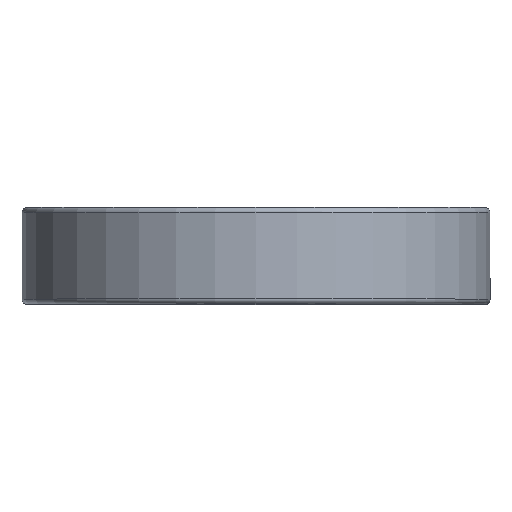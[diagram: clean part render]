
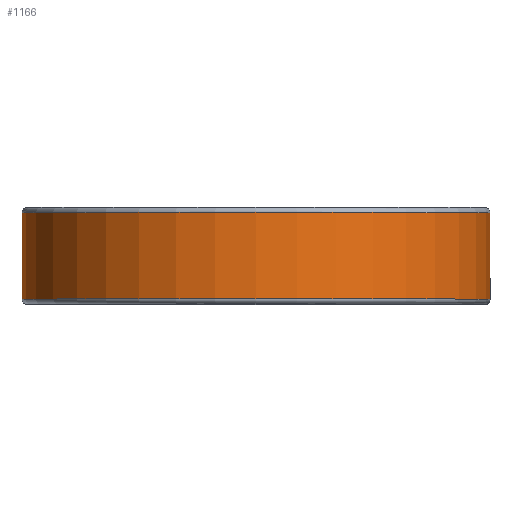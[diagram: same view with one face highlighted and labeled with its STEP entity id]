
A CAD part, top view. The second image highlights one B-rep face of the part: STEP entity #1166.
In plain terms, the highlighted cylindrical face has radius 34.557 mm (diameter 69.113 mm), a partial arc.
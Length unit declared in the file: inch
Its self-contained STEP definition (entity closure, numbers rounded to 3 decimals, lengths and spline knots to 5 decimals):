
#141 = EDGE_CURVE ( 'NONE', #1916, #1782, #167, .T. ) ;
#167 = LINE ( 'NONE', #419, #1692 ) ;
#259 = AXIS2_PLACEMENT_3D ( 'NONE', #2278, #2127, #2118 ) ;
#279 = ORIENTED_EDGE ( 'NONE', *, *, #502, .F. ) ;
#345 = DIRECTION ( 'NONE',  ( 0., 0., -1. ) ) ;
#419 = CARTESIAN_POINT ( 'NONE',  ( 1.3605, 0.25125, 0. ) ) ;
#428 = DIRECTION ( 'NONE',  ( 0., 1., 0. ) ) ;
#436 = ORIENTED_EDGE ( 'NONE', *, *, #141, .T. ) ;
#502 = EDGE_CURVE ( 'NONE', #1916, #868, #1780, .T. ) ;
#504 = FACE_OUTER_BOUND ( 'NONE', #2122, .T. ) ;
#555 = CARTESIAN_POINT ( 'NONE',  ( 0., 0.25, 0. ) ) ;
#851 = DIRECTION ( 'NONE',  ( 0., 1., 0. ) ) ;
#868 = VERTEX_POINT ( 'NONE', #2169 ) ;
#958 = ORIENTED_EDGE ( 'NONE', *, *, #2324, .F. ) ;
#1031 = CARTESIAN_POINT ( 'NONE',  ( 0., 0.25125, 0. ) ) ;
#1035 = LINE ( 'NONE', #1430, #2419 ) ;
#1119 = VERTEX_POINT ( 'NONE', #1133 ) ;
#1133 = CARTESIAN_POINT ( 'NONE',  ( 0., 0.25125, -1.3605 ) ) ;
#1166 = ADVANCED_FACE ( 'NONE', ( #504 ), #2207, .T. ) ;
#1223 = DIRECTION ( 'NONE',  ( 0., 0., -1. ) ) ;
#1336 = ORIENTED_EDGE ( 'NONE', *, *, #1361, .T. ) ;
#1361 = EDGE_CURVE ( 'NONE', #1782, #1119, #1486, .T. ) ;
#1430 = CARTESIAN_POINT ( 'NONE',  ( 0., 0.25125, -1.3605 ) ) ;
#1486 = CIRCLE ( 'NONE', #2179, 1.3605 ) ;
#1671 = AXIS2_PLACEMENT_3D ( 'NONE', #555, #2410, #345 ) ;
#1692 = VECTOR ( 'NONE', #428, 39.37008 ) ;
#1780 = CIRCLE ( 'NONE', #259, 1.3605 ) ;
#1782 = VERTEX_POINT ( 'NONE', #2274 ) ;
#1916 = VERTEX_POINT ( 'NONE', #2422 ) ;
#2118 = DIRECTION ( 'NONE',  ( 0., 0., -1. ) ) ;
#2122 = EDGE_LOOP ( 'NONE', ( #436, #1336, #958, #279 ) ) ;
#2127 = DIRECTION ( 'NONE',  ( 0., -1., 0. ) ) ;
#2169 = CARTESIAN_POINT ( 'NONE',  ( 0., -0.25125, -1.3605 ) ) ;
#2179 = AXIS2_PLACEMENT_3D ( 'NONE', #1031, #2298, #1223 ) ;
#2207 = CYLINDRICAL_SURFACE ( 'NONE', #1671, 1.3605 ) ;
#2274 = CARTESIAN_POINT ( 'NONE',  ( 1.3605, 0.25125, 0. ) ) ;
#2278 = CARTESIAN_POINT ( 'NONE',  ( 0., -0.25125, 0. ) ) ;
#2298 = DIRECTION ( 'NONE',  ( 0., -1., 0. ) ) ;
#2324 = EDGE_CURVE ( 'NONE', #868, #1119, #1035, .T. ) ;
#2410 = DIRECTION ( 'NONE',  ( 0., -1., 0. ) ) ;
#2419 = VECTOR ( 'NONE', #851, 39.37008 ) ;
#2422 = CARTESIAN_POINT ( 'NONE',  ( 1.3605, -0.25125, 0. ) ) ;
